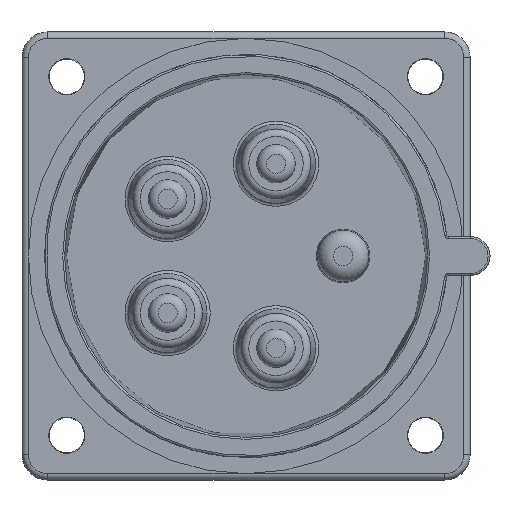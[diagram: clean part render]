
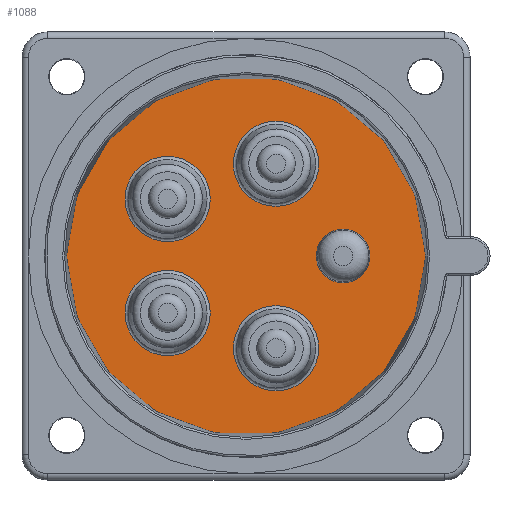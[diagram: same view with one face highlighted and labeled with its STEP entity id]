
A CAD part, front view. The second image highlights one B-rep face of the part: STEP entity #1088.
In plain terms, the highlighted planar face has unit normal (0, -1, 0).
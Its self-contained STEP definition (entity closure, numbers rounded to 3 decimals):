
#415 = EDGE_LOOP ( 'NONE', ( #4111 ) ) ;
#937 = ORIENTED_EDGE ( 'NONE', *, *, #20858, .F. ) ;
#987 = DIRECTION ( 'NONE',  ( -1., 0., 0. ) ) ;
#1088 = ADVANCED_FACE ( 'NONE', ( #9547, #9902, #10884, #9215, #8561, #10575 ), #12831, .F. ) ;
#2108 = VERTEX_POINT ( 'NONE', #15182 ) ;
#2200 = EDGE_CURVE ( 'NONE', #2108, #2108, #18593, .T. ) ;
#2327 = DIRECTION ( 'NONE',  ( -1., 0., 0. ) ) ;
#2484 = CARTESIAN_POINT ( 'NONE',  ( 4.682, -3., 14.409 ) ) ;
#3987 = EDGE_CURVE ( 'NONE', #17558, #17558, #13942, .T. ) ;
#4021 = ORIENTED_EDGE ( 'NONE', *, *, #3987, .F. ) ;
#4111 = ORIENTED_EDGE ( 'NONE', *, *, #2200, .T. ) ;
#4576 = AXIS2_PLACEMENT_3D ( 'NONE', #24054, #11484, #26194 ) ;
#4635 = DIRECTION ( 'NONE',  ( -1., 0., 0. ) ) ;
#4748 = VERTEX_POINT ( 'NONE', #13513 ) ;
#5328 = CARTESIAN_POINT ( 'NONE',  ( 19.331, -3., 0. ) ) ;
#7246 = ORIENTED_EDGE ( 'NONE', *, *, #27345, .T. ) ;
#7676 = CIRCLE ( 'NONE', #25333, 6.655 ) ;
#8342 = DIRECTION ( 'NONE',  ( -1., 0., 0. ) ) ;
#8561 = FACE_OUTER_BOUND ( 'NONE', #12747, .T. ) ;
#8946 = CARTESIAN_POINT ( 'NONE',  ( -28., -3., 0. ) ) ;
#9215 = FACE_BOUND ( 'NONE', #415, .T. ) ;
#9345 = VERTEX_POINT ( 'NONE', #9685 ) ;
#9547 = FACE_BOUND ( 'NONE', #11267, .T. ) ;
#9685 = CARTESIAN_POINT ( 'NONE',  ( -18.911, -3., -8.905 ) ) ;
#9902 = FACE_BOUND ( 'NONE', #20684, .T. ) ;
#10185 = CARTESIAN_POINT ( 'NONE',  ( -12.257, -3., -8.905 ) ) ;
#10575 = FACE_BOUND ( 'NONE', #14592, .T. ) ;
#10884 = FACE_BOUND ( 'NONE', #21216, .T. ) ;
#11267 = EDGE_LOOP ( 'NONE', ( #7246 ) ) ;
#11407 = CARTESIAN_POINT ( 'NONE',  ( 15.15, -3., 0. ) ) ;
#11484 = DIRECTION ( 'NONE',  ( 0., 1., 0. ) ) ;
#12259 = DIRECTION ( 'NONE',  ( -1., 0., 0. ) ) ;
#12738 = CIRCLE ( 'NONE', #17213, 6.655 ) ;
#12747 = EDGE_LOOP ( 'NONE', ( #4021 ) ) ;
#12831 = PLANE ( 'NONE',  #18798 ) ;
#13203 = AXIS2_PLACEMENT_3D ( 'NONE', #26675, #20931, #8342 ) ;
#13347 = ORIENTED_EDGE ( 'NONE', *, *, #14594, .T. ) ;
#13495 = DIRECTION ( 'NONE',  ( 1., 0., 0. ) ) ;
#13513 = CARTESIAN_POINT ( 'NONE',  ( -1.973, -3., -14.409 ) ) ;
#13602 = DIRECTION ( 'NONE',  ( 0., 1., 0. ) ) ;
#13942 = CIRCLE ( 'NONE', #13203, 28. ) ;
#14592 = EDGE_LOOP ( 'NONE', ( #937 ) ) ;
#14594 = EDGE_CURVE ( 'NONE', #4748, #4748, #7676, .T. ) ;
#14932 = DIRECTION ( 'NONE',  ( 0., 1., 0. ) ) ;
#15182 = CARTESIAN_POINT ( 'NONE',  ( -18.911, -3., 8.905 ) ) ;
#17202 = DIRECTION ( 'NONE',  ( 0., 1., 0. ) ) ;
#17211 = VERTEX_POINT ( 'NONE', #20316 ) ;
#17213 = AXIS2_PLACEMENT_3D ( 'NONE', #10185, #24858, #12259 ) ;
#17558 = VERTEX_POINT ( 'NONE', #8946 ) ;
#18593 = CIRCLE ( 'NONE', #4576, 6.655 ) ;
#18603 = CIRCLE ( 'NONE', #23342, 4.181 ) ;
#18798 = AXIS2_PLACEMENT_3D ( 'NONE', #25446, #14932, #2327 ) ;
#19987 = ORIENTED_EDGE ( 'NONE', *, *, #24022, .T. ) ;
#20316 = CARTESIAN_POINT ( 'NONE',  ( -1.973, -3., 14.409 ) ) ;
#20684 = EDGE_LOOP ( 'NONE', ( #13347 ) ) ;
#20857 = AXIS2_PLACEMENT_3D ( 'NONE', #2484, #17202, #4635 ) ;
#20858 = EDGE_CURVE ( 'NONE', #22487, #22487, #18603, .T. ) ;
#20931 = DIRECTION ( 'NONE',  ( 0., 1., 0. ) ) ;
#21216 = EDGE_LOOP ( 'NONE', ( #19987 ) ) ;
#22487 = VERTEX_POINT ( 'NONE', #5328 ) ;
#23342 = AXIS2_PLACEMENT_3D ( 'NONE', #11407, #26109, #13495 ) ;
#24022 = EDGE_CURVE ( 'NONE', #9345, #9345, #12738, .T. ) ;
#24054 = CARTESIAN_POINT ( 'NONE',  ( -12.257, -3., 8.905 ) ) ;
#24858 = DIRECTION ( 'NONE',  ( 0., 1., 0. ) ) ;
#25333 = AXIS2_PLACEMENT_3D ( 'NONE', #26222, #13602, #987 ) ;
#25446 = CARTESIAN_POINT ( 'NONE',  ( 0., -3., 0. ) ) ;
#26109 = DIRECTION ( 'NONE',  ( 0., -1., 0. ) ) ;
#26194 = DIRECTION ( 'NONE',  ( -1., 0., 0. ) ) ;
#26222 = CARTESIAN_POINT ( 'NONE',  ( 4.682, -3., -14.409 ) ) ;
#26485 = CIRCLE ( 'NONE', #20857, 6.655 ) ;
#26675 = CARTESIAN_POINT ( 'NONE',  ( 0., -3., 0. ) ) ;
#27345 = EDGE_CURVE ( 'NONE', #17211, #17211, #26485, .T. ) ;
